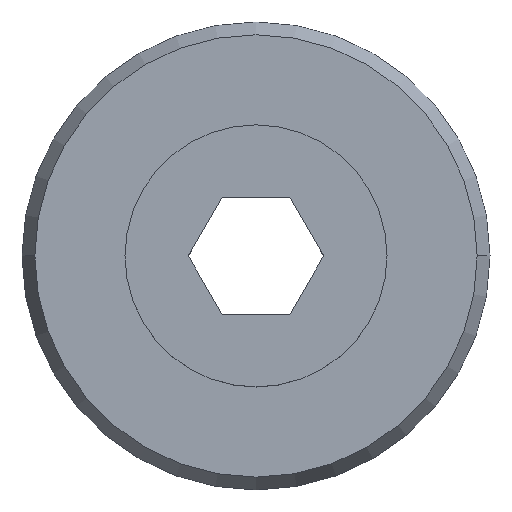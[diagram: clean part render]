
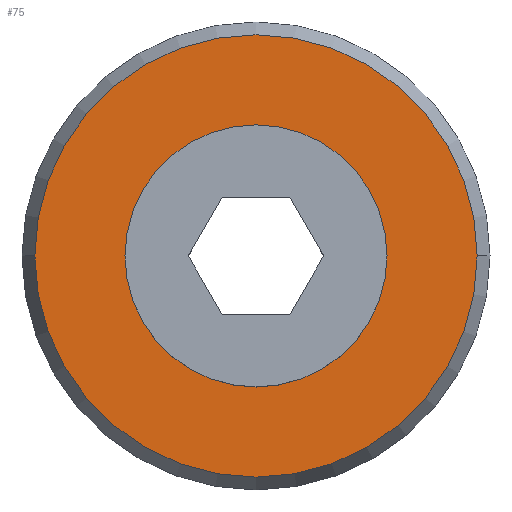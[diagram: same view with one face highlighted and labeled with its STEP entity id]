
A CAD part, top view. The second image highlights one B-rep face of the part: STEP entity #75.
In plain terms, the highlighted planar face has unit normal (0, 0, 1).
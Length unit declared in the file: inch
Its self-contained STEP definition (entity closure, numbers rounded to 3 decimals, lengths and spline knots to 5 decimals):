
#15 = EDGE_CURVE ( 'NONE', #473, #421, #98, .T. ) ;
#21 = EDGE_CURVE ( 'NONE', #377, #337, #146, .T. ) ;
#26 = AXIS2_PLACEMENT_3D ( 'NONE', #419, #410, #384 ) ;
#36 = AXIS2_PLACEMENT_3D ( 'NONE', #339, #370, #479 ) ;
#38 = EDGE_CURVE ( 'NONE', #337, #377, #92, .T. ) ;
#42 = AXIS2_PLACEMENT_3D ( 'NONE', #397, #439, #320 ) ;
#54 = EDGE_CURVE ( 'NONE', #421, #473, #227, .T. ) ;
#56 = AXIS2_PLACEMENT_3D ( 'NONE', #431, #445, #335 ) ;
#75 = ADVANCED_FACE ( 'NONE', ( #147, #85 ), #276, .F. ) ;
#85 = FACE_BOUND ( 'NONE', #202, .T. ) ;
#92 = CIRCLE ( 'NONE', #26, 0.56 ) ;
#98 = CIRCLE ( 'NONE', #42, 0.94515 ) ;
#146 = CIRCLE ( 'NONE', #56, 0.56 ) ;
#147 = FACE_OUTER_BOUND ( 'NONE', #189, .T. ) ;
#158 = ORIENTED_EDGE ( 'NONE', *, *, #21, .T. ) ;
#175 = ORIENTED_EDGE ( 'NONE', *, *, #38, .T. ) ;
#189 = EDGE_LOOP ( 'NONE', ( #197, #211 ) ) ;
#197 = ORIENTED_EDGE ( 'NONE', *, *, #54, .F. ) ;
#202 = EDGE_LOOP ( 'NONE', ( #175, #158 ) ) ;
#211 = ORIENTED_EDGE ( 'NONE', *, *, #15, .F. ) ;
#227 = CIRCLE ( 'NONE', #36, 0.94515 ) ;
#262 = AXIS2_PLACEMENT_3D ( 'NONE', #393, #430, #406 ) ;
#276 = PLANE ( 'NONE',  #262 ) ;
#279 = CARTESIAN_POINT ( 'NONE',  ( -0.56, 0., -0.5 ) ) ;
#306 = CARTESIAN_POINT ( 'NONE',  ( 0.94515, 0., -0.5 ) ) ;
#310 = CARTESIAN_POINT ( 'NONE',  ( -0.94515, 0., -0.5 ) ) ;
#320 = DIRECTION ( 'NONE',  ( -1., 0., 0. ) ) ;
#335 = DIRECTION ( 'NONE',  ( -1., 0., 0. ) ) ;
#337 = VERTEX_POINT ( 'NONE', #279 ) ;
#339 = CARTESIAN_POINT ( 'NONE',  ( 0., 0., -0.5 ) ) ;
#370 = DIRECTION ( 'NONE',  ( 0., 0., -1. ) ) ;
#377 = VERTEX_POINT ( 'NONE', #425 ) ;
#384 = DIRECTION ( 'NONE',  ( -1., 0., 0. ) ) ;
#393 = CARTESIAN_POINT ( 'NONE',  ( 0.56, 0., -0.5 ) ) ;
#397 = CARTESIAN_POINT ( 'NONE',  ( 0., 0., -0.5 ) ) ;
#406 = DIRECTION ( 'NONE',  ( -1., 0., 0. ) ) ;
#410 = DIRECTION ( 'NONE',  ( 0., 0., -1. ) ) ;
#419 = CARTESIAN_POINT ( 'NONE',  ( 0., 0., -0.5 ) ) ;
#421 = VERTEX_POINT ( 'NONE', #310 ) ;
#425 = CARTESIAN_POINT ( 'NONE',  ( 0.56, 0., -0.5 ) ) ;
#430 = DIRECTION ( 'NONE',  ( 0., 0., -1. ) ) ;
#431 = CARTESIAN_POINT ( 'NONE',  ( 0., 0., -0.5 ) ) ;
#439 = DIRECTION ( 'NONE',  ( 0., 0., -1. ) ) ;
#445 = DIRECTION ( 'NONE',  ( 0., 0., -1. ) ) ;
#473 = VERTEX_POINT ( 'NONE', #306 ) ;
#479 = DIRECTION ( 'NONE',  ( -1., 0., 0. ) ) ;
